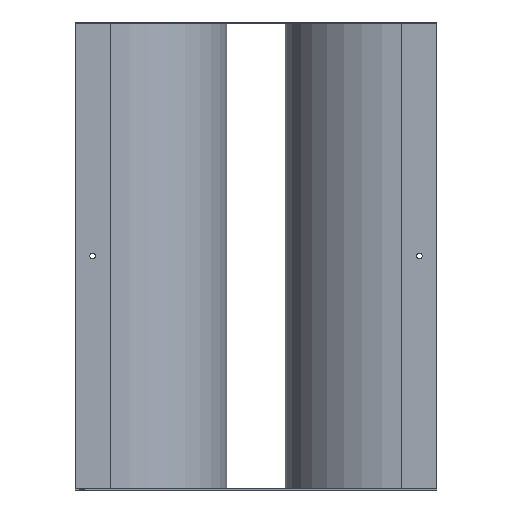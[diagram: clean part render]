
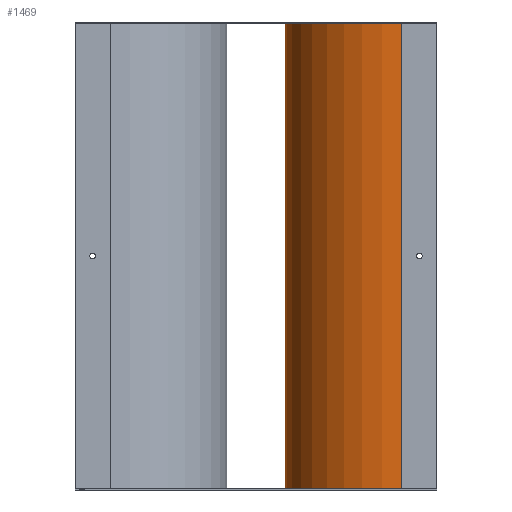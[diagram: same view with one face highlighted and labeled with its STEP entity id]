
A CAD part, front view. The second image highlights one B-rep face of the part: STEP entity #1469.
In plain terms, the highlighted cylindrical face has radius 100 mm (diameter 200 mm), a partial arc.
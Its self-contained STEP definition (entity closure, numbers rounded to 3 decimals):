
#33 = AXIS2_PLACEMENT_3D ( 'NONE', #822, #823, #838 ) ;
#46 = AXIS2_PLACEMENT_3D ( 'NONE', #678, #673, #669 ) ;
#66 = AXIS2_PLACEMENT_3D ( 'NONE', #1697, #1696, #1694 ) ;
#132 = EDGE_CURVE ( 'NONE', #1369, #1347, #353, .T. ) ;
#206 = EDGE_CURVE ( 'NONE', #1384, #1369, #946, .T. ) ;
#239 = EDGE_CURVE ( 'NONE', #1384, #1392, #1018, .T. ) ;
#353 = LINE ( 'NONE', #1587, #356 ) ;
#356 = VECTOR ( 'NONE', #1582, 1000. ) ;
#489 = EDGE_CURVE ( 'NONE', #1392, #1347, #1051, .T. ) ;
#636 = CARTESIAN_POINT ( 'NONE',  ( 25., 139., -399. ) ) ;
#663 = CARTESIAN_POINT ( 'NONE',  ( 25., 139., 0. ) ) ;
#669 = DIRECTION ( 'NONE',  ( -1., 0., 0. ) ) ;
#673 = DIRECTION ( 'NONE',  ( 0., 0., -1. ) ) ;
#678 = CARTESIAN_POINT ( 'NONE',  ( 125., 139., 0. ) ) ;
#803 = CARTESIAN_POINT ( 'NONE',  ( 125., 39., 0. ) ) ;
#822 = CARTESIAN_POINT ( 'NONE',  ( 125., 139., -400. ) ) ;
#823 = DIRECTION ( 'NONE',  ( 0., 0., 1. ) ) ;
#834 = CARTESIAN_POINT ( 'NONE',  ( 125., 39., -399. ) ) ;
#838 = DIRECTION ( 'NONE',  ( 1., 0., 0. ) ) ;
#946 = CIRCLE ( 'NONE', #66, 100. ) ;
#1018 = LINE ( 'NONE', #1146, #1020 ) ;
#1020 = VECTOR ( 'NONE', #1134, 1000. ) ;
#1051 = CIRCLE ( 'NONE', #46, 100. ) ;
#1070 = FACE_OUTER_BOUND ( 'NONE', #1183, .T. ) ;
#1074 = CYLINDRICAL_SURFACE ( 'NONE', #33, 100. ) ;
#1134 = DIRECTION ( 'NONE',  ( 0., 0., 1. ) ) ;
#1146 = CARTESIAN_POINT ( 'NONE',  ( 125., 39., -400. ) ) ;
#1183 = EDGE_LOOP ( 'NONE', ( #1244, #1192, #1249, #1445 ) ) ;
#1192 = ORIENTED_EDGE ( 'NONE', *, *, #206, .F. ) ;
#1244 = ORIENTED_EDGE ( 'NONE', *, *, #132, .F. ) ;
#1249 = ORIENTED_EDGE ( 'NONE', *, *, #239, .T. ) ;
#1347 = VERTEX_POINT ( 'NONE', #663 ) ;
#1369 = VERTEX_POINT ( 'NONE', #636 ) ;
#1384 = VERTEX_POINT ( 'NONE', #834 ) ;
#1392 = VERTEX_POINT ( 'NONE', #803 ) ;
#1445 = ORIENTED_EDGE ( 'NONE', *, *, #489, .T. ) ;
#1469 = ADVANCED_FACE ( 'NONE', ( #1070 ), #1074, .T. ) ;
#1582 = DIRECTION ( 'NONE',  ( 0., 0., 1. ) ) ;
#1587 = CARTESIAN_POINT ( 'NONE',  ( 25., 139., -400. ) ) ;
#1694 = DIRECTION ( 'NONE',  ( -1., 0., 0. ) ) ;
#1696 = DIRECTION ( 'NONE',  ( 0., 0., -1. ) ) ;
#1697 = CARTESIAN_POINT ( 'NONE',  ( 125., 139., -399. ) ) ;
